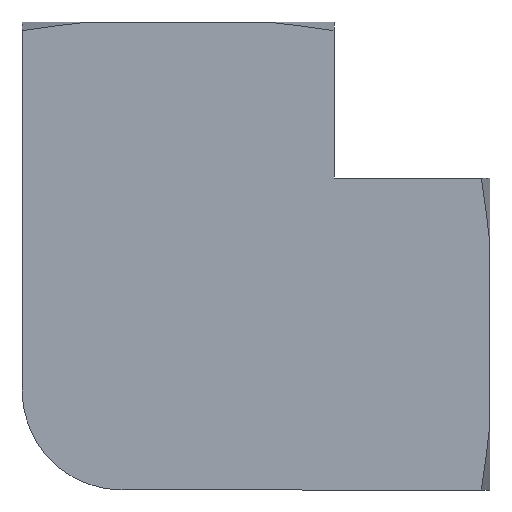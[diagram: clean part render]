
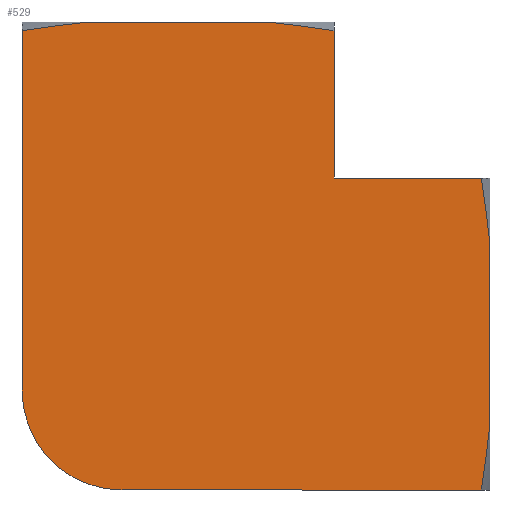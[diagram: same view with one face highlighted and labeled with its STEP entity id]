
A CAD part, front view. The second image highlights one B-rep face of the part: STEP entity #529.
In plain terms, the highlighted planar face has unit normal (0, -1, 0).
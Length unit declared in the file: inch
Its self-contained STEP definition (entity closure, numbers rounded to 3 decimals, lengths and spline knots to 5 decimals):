
#18 = CARTESIAN_POINT ( 'NONE',  ( -0.335, -0.39, 0.76668 ) ) ;
#34 = CARTESIAN_POINT ( 'NONE',  ( 0.75842, -0.39, -0.39 ) ) ;
#37 = CARTESIAN_POINT ( 'NONE',  ( 0.78, -0.39, -0.2245 ) ) ;
#40 = DIRECTION ( 'NONE',  ( 1., 0., 0. ) ) ;
#51 = ORIENTED_EDGE ( 'NONE', *, *, #449, .T. ) ;
#55 = VERTEX_POINT ( 'NONE', #1037 ) ;
#56 = CARTESIAN_POINT ( 'NONE',  ( 0.76668, -0.39, -0.33499 ) ) ;
#84 = EDGE_CURVE ( 'NONE', #857, #263, #515, .T. ) ;
#85 = VERTEX_POINT ( 'NONE', #37 ) ;
#87 = DIRECTION ( 'NONE',  ( -1., 0., 0. ) ) ;
#92 = B_SPLINE_CURVE_WITH_KNOTS ( 'NONE', 3,
 ( #547, #210, #18, #641 ),
 .UNSPECIFIED., .F., .F.,
 ( 4, 4 ),
 ( 0.04385, 0.04807 ),
 .UNSPECIFIED. ) ;
#119 = ORIENTED_EDGE ( 'NONE', *, *, #745, .F. ) ;
#127 = CARTESIAN_POINT ( 'NONE',  ( 0.75842, -0.39, 0.39 ) ) ;
#128 = CARTESIAN_POINT ( 'NONE',  ( 0.27988, -0.39, 0.77413 ) ) ;
#147 = EDGE_CURVE ( 'NONE', #235, #251, #638, .T. ) ;
#149 = DIRECTION ( 'NONE',  ( 0., 1., 0. ) ) ;
#156 = CARTESIAN_POINT ( 'NONE',  ( 0.39, -0.39, 0.75842 ) ) ;
#158 = B_SPLINE_CURVE_WITH_KNOTS ( 'NONE', 3,
 ( #674, #56, #847, #343 ),
 .UNSPECIFIED., .F., .F.,
 ( 4, 4 ),
 ( 0.01765, 0.02189 ),
 .UNSPECIFIED. ) ;
#161 = CARTESIAN_POINT ( 'NONE',  ( 0.39, -0.39, 0.78 ) ) ;
#185 = CARTESIAN_POINT ( 'NONE',  ( 0.75842, -0.39, 0.39 ) ) ;
#202 = CARTESIAN_POINT ( 'NONE',  ( -0.39, -0.39, -0.39 ) ) ;
#206 = DIRECTION ( 'NONE',  ( 0., 0., 1. ) ) ;
#210 = CARTESIAN_POINT ( 'NONE',  ( -0.27987, -0.39, 0.77413 ) ) ;
#211 = DIRECTION ( 'NONE',  ( 0., 0., -1. ) ) ;
#214 = EDGE_CURVE ( 'NONE', #979, #55, #648, .T. ) ;
#220 = VECTOR ( 'NONE', #973, 39.37008 ) ;
#229 = CARTESIAN_POINT ( 'NONE',  ( -0.39, -0.39, 0.78 ) ) ;
#235 = VERTEX_POINT ( 'NONE', #1060 ) ;
#239 = DIRECTION ( 'NONE',  ( 0., -1., 0. ) ) ;
#251 = VERTEX_POINT ( 'NONE', #185 ) ;
#263 = VERTEX_POINT ( 'NONE', #937 ) ;
#273 = EDGE_LOOP ( 'NONE', ( #935, #939, #354, #1029, #827, #119, #850, #390, #625, #673, #51 ) ) ;
#277 = EDGE_CURVE ( 'NONE', #835, #55, #92, .T. ) ;
#337 = EDGE_CURVE ( 'NONE', #541, #85, #710, .T. ) ;
#340 = CARTESIAN_POINT ( 'NONE',  ( 0.33501, -0.39, 0.76668 ) ) ;
#341 = CARTESIAN_POINT ( 'NONE',  ( 0.78, -0.39, 0.2245 ) ) ;
#343 = CARTESIAN_POINT ( 'NONE',  ( 0.78, -0.39, -0.2245 ) ) ;
#354 = ORIENTED_EDGE ( 'NONE', *, *, #337, .F. ) ;
#390 = ORIENTED_EDGE ( 'NONE', *, *, #619, .F. ) ;
#409 = VERTEX_POINT ( 'NONE', #34 ) ;
#435 = CARTESIAN_POINT ( 'NONE',  ( -0.2245, -0.39, 0.78 ) ) ;
#440 = LINE ( 'NONE', #161, #220 ) ;
#449 = EDGE_CURVE ( 'NONE', #979, #698, #542, .T. ) ;
#468 = VECTOR ( 'NONE', #40, 39.37008 ) ;
#476 = CARTESIAN_POINT ( 'NONE',  ( 0.78, -0.39, 0.2245 ) ) ;
#480 = LINE ( 'NONE', #229, #468 ) ;
#515 = B_SPLINE_CURVE_WITH_KNOTS ( 'NONE', 3,
 ( #156, #340, #128, #908 ),
 .UNSPECIFIED., .F., .F.,
 ( 4, 4 ),
 ( 0.02827, 0.03251 ),
 .UNSPECIFIED. ) ;
#523 = FACE_OUTER_BOUND ( 'NONE', #273, .T. ) ;
#529 = ADVANCED_FACE ( 'NONE', ( #523 ), #591, .F. ) ;
#541 = VERTEX_POINT ( 'NONE', #341 ) ;
#542 = CIRCLE ( 'NONE', #690, 0.25 ) ;
#547 = CARTESIAN_POINT ( 'NONE',  ( -0.2245, -0.39, 0.78 ) ) ;
#571 = CARTESIAN_POINT ( 'NONE',  ( 0.77413, -0.39, 0.27988 ) ) ;
#591 = PLANE ( 'NONE',  #936 ) ;
#604 = VECTOR ( 'NONE', #206, 39.37008 ) ;
#609 = LINE ( 'NONE', #1062, #620 ) ;
#614 = VECTOR ( 'NONE', #630, 39.37008 ) ;
#619 = EDGE_CURVE ( 'NONE', #835, #263, #480, .T. ) ;
#620 = VECTOR ( 'NONE', #87, 39.37008 ) ;
#625 = ORIENTED_EDGE ( 'NONE', *, *, #277, .T. ) ;
#630 = DIRECTION ( 'NONE',  ( 1., 0., 0. ) ) ;
#638 = LINE ( 'NONE', #800, #614 ) ;
#641 = CARTESIAN_POINT ( 'NONE',  ( -0.39, -0.39, 0.75842 ) ) ;
#648 = LINE ( 'NONE', #202, #604 ) ;
#652 = CARTESIAN_POINT ( 'NONE',  ( 0.76668, -0.39, 0.33501 ) ) ;
#673 = ORIENTED_EDGE ( 'NONE', *, *, #214, .F. ) ;
#674 = CARTESIAN_POINT ( 'NONE',  ( 0.75842, -0.39, -0.39 ) ) ;
#690 = AXIS2_PLACEMENT_3D ( 'NONE', #741, #239, #834 ) ;
#696 = EDGE_CURVE ( 'NONE', #409, #85, #158, .T. ) ;
#698 = VERTEX_POINT ( 'NONE', #749 ) ;
#710 = LINE ( 'NONE', #718, #750 ) ;
#718 = CARTESIAN_POINT ( 'NONE',  ( 0.78, -0.39, 0.39 ) ) ;
#741 = CARTESIAN_POINT ( 'NONE',  ( -0.14, -0.39, -0.14 ) ) ;
#745 = EDGE_CURVE ( 'NONE', #857, #235, #440, .T. ) ;
#749 = CARTESIAN_POINT ( 'NONE',  ( -0.14, -0.39, -0.39 ) ) ;
#750 = VECTOR ( 'NONE', #211, 39.37008 ) ;
#754 = DIRECTION ( 'NONE',  ( 0., 0., 1. ) ) ;
#800 = CARTESIAN_POINT ( 'NONE',  ( 0.39, -0.39, 0.39 ) ) ;
#821 = CARTESIAN_POINT ( 'NONE',  ( -0.39, -0.39, -0.14 ) ) ;
#827 = ORIENTED_EDGE ( 'NONE', *, *, #147, .F. ) ;
#832 = B_SPLINE_CURVE_WITH_KNOTS ( 'NONE', 3,
 ( #476, #571, #652, #127 ),
 .UNSPECIFIED., .F., .F.,
 ( 4, 4 ),
 ( 0.03326, 0.03749 ),
 .UNSPECIFIED. ) ;
#834 = DIRECTION ( 'NONE',  ( 0., 0., 1. ) ) ;
#835 = VERTEX_POINT ( 'NONE', #435 ) ;
#847 = CARTESIAN_POINT ( 'NONE',  ( 0.77413, -0.39, -0.27986 ) ) ;
#850 = ORIENTED_EDGE ( 'NONE', *, *, #84, .T. ) ;
#857 = VERTEX_POINT ( 'NONE', #920 ) ;
#901 = EDGE_CURVE ( 'NONE', #409, #698, #609, .T. ) ;
#908 = CARTESIAN_POINT ( 'NONE',  ( 0.2245, -0.39, 0.78 ) ) ;
#920 = CARTESIAN_POINT ( 'NONE',  ( 0.39, -0.39, 0.75842 ) ) ;
#935 = ORIENTED_EDGE ( 'NONE', *, *, #901, .F. ) ;
#936 = AXIS2_PLACEMENT_3D ( 'NONE', #1042, #149, #754 ) ;
#937 = CARTESIAN_POINT ( 'NONE',  ( 0.2245, -0.39, 0.78 ) ) ;
#939 = ORIENTED_EDGE ( 'NONE', *, *, #696, .T. ) ;
#944 = EDGE_CURVE ( 'NONE', #541, #251, #832, .T. ) ;
#973 = DIRECTION ( 'NONE',  ( 0., 0., -1. ) ) ;
#979 = VERTEX_POINT ( 'NONE', #821 ) ;
#1029 = ORIENTED_EDGE ( 'NONE', *, *, #944, .T. ) ;
#1037 = CARTESIAN_POINT ( 'NONE',  ( -0.39, -0.39, 0.75842 ) ) ;
#1042 = CARTESIAN_POINT ( 'NONE',  ( -0.39, -0.39, -0.39 ) ) ;
#1060 = CARTESIAN_POINT ( 'NONE',  ( 0.39, -0.39, 0.39 ) ) ;
#1062 = CARTESIAN_POINT ( 'NONE',  ( 0.78, -0.39, -0.39 ) ) ;
